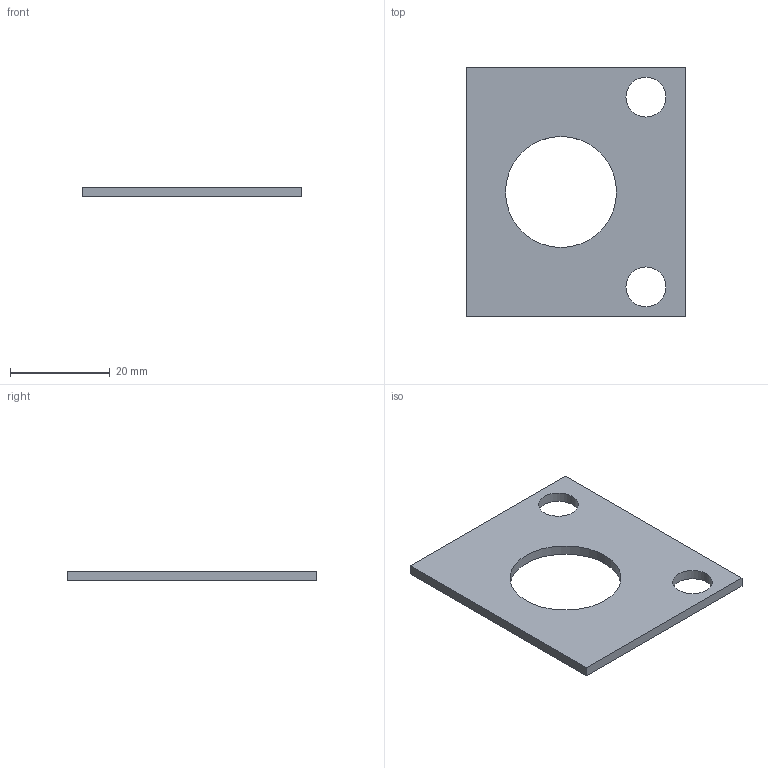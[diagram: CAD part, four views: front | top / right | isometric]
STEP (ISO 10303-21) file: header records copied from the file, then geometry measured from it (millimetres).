
FILE_DESCRIPTION((''),'2;1');
FILE_NAME('Porte_Support_Devidoir.stp','2010-09-23T16:28:56',('claivier'),(''),'Autodesk Inventor 11','Autodesk Inventor 11','');
FILE_SCHEMA(('AUTOMOTIVE_DESIGN { 1 0 10303 214 1 1 1 1 }'));
Length unit declared in the file: millimetre
Products named in the file (1): Porte_Support_Dévidoir
Bounding box: 44 x 50 x 2 mm (x, y, z)
Volume: 3423.2 mm3; surface area: 4039.2 mm2
Topology: 1 solids, 1 shells, 9 faces, 24 edges, 17 vertices
Faces by surface type: plane 6, bspline 3
Entity records: 320 total; most frequent: CARTESIAN_POINT 93, DIRECTION 38, ORIENTED_EDGE 36, EDGE_CURVE 18, EDGE_LOOP 18, VERTEX_POINT 14, AXIS2_PLACEMENT_3D 13, VECTOR 12
